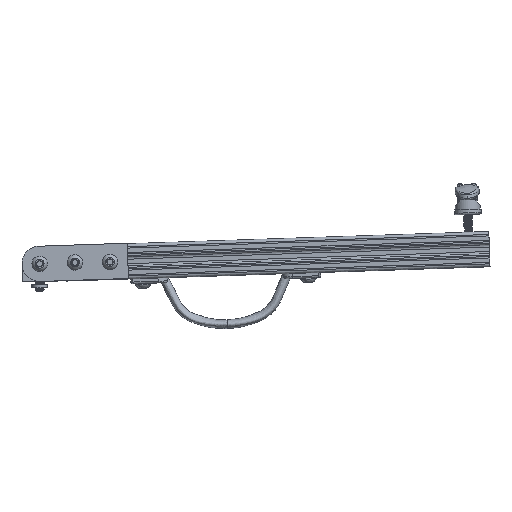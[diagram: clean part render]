
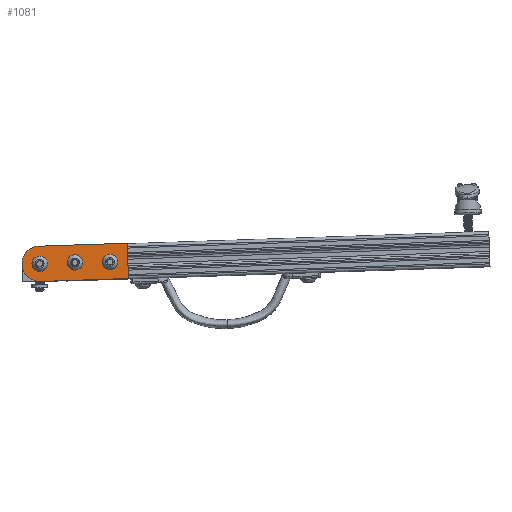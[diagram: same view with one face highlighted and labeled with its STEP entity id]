
A CAD part, left-side view. The second image highlights one B-rep face of the part: STEP entity #1081.
In plain terms, the highlighted face is planar.
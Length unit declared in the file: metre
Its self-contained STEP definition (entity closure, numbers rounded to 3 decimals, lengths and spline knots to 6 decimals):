
#1081 = ADVANCED_FACE( 'NONE', ( #2223, #2224, #2225, #2226 ), #2227, .F. );
#2223 = FACE_OUTER_BOUND( '', #5516, .T. );
#2224 = FACE_BOUND( '', #5517, .T. );
#2225 = FACE_BOUND( '', #5518, .T. );
#2226 = FACE_BOUND( '', #5519, .T. );
#2227 = PLANE( '', #5520 );
#5516 = EDGE_LOOP( '', ( #15159, #15160, #15161, #15162 ) );
#5517 = EDGE_LOOP( '', ( #15163 ) );
#5518 = EDGE_LOOP( '', ( #15164 ) );
#5519 = EDGE_LOOP( '', ( #15165 ) );
#5520 = AXIS2_PLACEMENT_3D( '', #15166, #15167, #15168 );
#15159 = ORIENTED_EDGE( '', *, *, #19304, .T. );
#15160 = ORIENTED_EDGE( '', *, *, #19064, .T. );
#15161 = ORIENTED_EDGE( '', *, *, #19305, .T. );
#15162 = ORIENTED_EDGE( '', *, *, #19306, .T. );
#15163 = ORIENTED_EDGE( '', *, *, #19307, .F. );
#15164 = ORIENTED_EDGE( '', *, *, #19308, .F. );
#15165 = ORIENTED_EDGE( '', *, *, #19309, .F. );
#15166 = CARTESIAN_POINT( '', ( 0.030163, 0.0127, 0. ) );
#15167 = DIRECTION( '', ( -1., 0., 0. ) );
#15168 = DIRECTION( '', ( 0., 0., 1. ) );
#19064 = EDGE_CURVE( 'NONE', #21027, #21025, #21028, .T. );
#19304 = EDGE_CURVE( 'NONE', #21437, #21027, #21438, .T. );
#19305 = EDGE_CURVE( 'NONE', #21025, #21439, #21440, .T. );
#19306 = EDGE_CURVE( 'NONE', #21439, #21437, #21441, .T. );
#19307 = EDGE_CURVE( 'NONE', #21442, #21442, #21443, .T. );
#19308 = EDGE_CURVE( 'NONE', #21444, #21444, #21445, .T. );
#19309 = EDGE_CURVE( 'NONE', #21446, #21446, #21447, .T. );
#21025 = VERTEX_POINT( 'NONE', #25156 );
#21027 = VERTEX_POINT( 'NONE', #25159 );
#21028 = LINE( '', #25160, #25161 );
#21437 = VERTEX_POINT( 'NONE', #26994 );
#21438 = CIRCLE( '', #26995, 0.0127 );
#21439 = VERTEX_POINT( 'NONE', #26996 );
#21440 = LINE( '', #26997, #26998 );
#21441 = LINE( '', #26999, #27000 );
#21442 = VERTEX_POINT( '', #27001 );
#21443 = CIRCLE( '', #27002, 0.003264 );
#21444 = VERTEX_POINT( '', #27003 );
#21445 = CIRCLE( '', #27004, 0.003264 );
#21446 = VERTEX_POINT( '', #27005 );
#21447 = CIRCLE( '', #27006, 0.003264 );
#25156 = CARTESIAN_POINT( '', ( 0.030163, 0.048621, -0.053882 ) );
#25159 = CARTESIAN_POINT( '', ( 0.030163, 0.00372, -0.00898 ) );
#25160 = CARTESIAN_POINT( '', ( 0.030163, 0.048621, -0.053882 ) );
#25161 = VECTOR( '', #35812, 1. );
#26994 = CARTESIAN_POINT( '', ( 0.030163, 0.02168, 0.00898 ) );
#26995 = AXIS2_PLACEMENT_3D( '', #36073, #36074, #36075 );
#26996 = CARTESIAN_POINT( '', ( 0.030163, 0.066582, -0.035921 ) );
#26997 = CARTESIAN_POINT( '', ( 0.030163, 0.066582, -0.035921 ) );
#26998 = VECTOR( '', #36076, 1. );
#26999 = CARTESIAN_POINT( '', ( 0.030163, 0.066582, -0.035921 ) );
#27000 = VECTOR( '', #36077, 1. );
#27001 = CARTESIAN_POINT( '', ( 0.030163, 0.0127, -0.003264 ) );
#27002 = AXIS2_PLACEMENT_3D( '', #36078, #36079, #36080 );
#27003 = CARTESIAN_POINT( '', ( 0.030163, 0.030661, -0.021224 ) );
#27004 = AXIS2_PLACEMENT_3D( '', #36081, #36082, #36083 );
#27005 = CARTESIAN_POINT( '', ( 0.030163, 0.048621, -0.039185 ) );
#27006 = AXIS2_PLACEMENT_3D( '', #36084, #36085, #36086 );
#35812 = DIRECTION( '', ( 0., 0.707, -0.707 ) );
#36073 = CARTESIAN_POINT( '', ( 0.030163, 0.0127, 0. ) );
#36074 = DIRECTION( '', ( 1., 0., 0. ) );
#36075 = DIRECTION( '', ( 0., 0., -1. ) );
#36076 = DIRECTION( '', ( 0., 0.707, 0.707 ) );
#36077 = DIRECTION( '', ( 0., -0.707, 0.707 ) );
#36078 = CARTESIAN_POINT( '', ( 0.030163, 0.0127, 0. ) );
#36079 = DIRECTION( '', ( 1., 0., 0. ) );
#36080 = DIRECTION( '', ( 0., 0., -1. ) );
#36081 = CARTESIAN_POINT( '', ( 0.030163, 0.030661, -0.017961 ) );
#36082 = DIRECTION( '', ( 1., 0., 0. ) );
#36083 = DIRECTION( '', ( 0., 0., -1. ) );
#36084 = CARTESIAN_POINT( '', ( 0.030163, 0.048621, -0.035921 ) );
#36085 = DIRECTION( '', ( 1., 0., 0. ) );
#36086 = DIRECTION( '', ( 0., 0., -1. ) );
